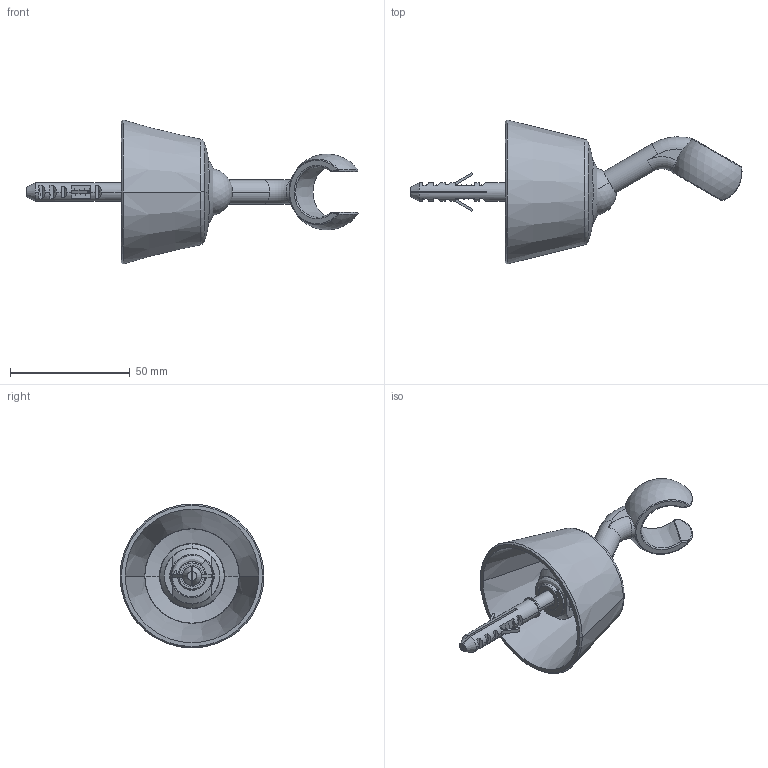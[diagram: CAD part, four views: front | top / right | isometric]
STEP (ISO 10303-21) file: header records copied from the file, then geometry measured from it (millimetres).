
FILE_DESCRIPTION((''),'2;1');
FILE_NAME('287_WEB','2010-11-08T',('ramkumar'),(''),'PRO/ENGINEER BY PARAMETRIC TECHNOLOGY CORPORATION, 2009300','PRO/ENGINEER BY PARAMETRIC TECHNOLOGY CORPORATION, 2009300','');
FILE_SCHEMA(('CONFIG_CONTROL_DESIGN'));
Length unit declared in the file: inch
Products named in the file (1): 287_WEB
Bounding box: 138.56 x 60.09 x 60.09 mm (x, y, z)
Surface area: 27007.7 mm2 (no closed solid volume)
Topology: 0 solids, 11 shells, 250 faces, 692 edges, 445 vertices
Faces by surface type: plane 90, cylinder 80, bspline 23, torus 21, cone 18, sphere 18
Entity records: 15056 total; most frequent: CARTESIAN_POINT 8976, ORIENTED_EDGE 1248, DIRECTION 1210, EDGE_CURVE 686, AXIS2_PLACEMENT_3D 481, VERTEX_POINT 445, EDGE_LOOP 266, CIRCLE 254
